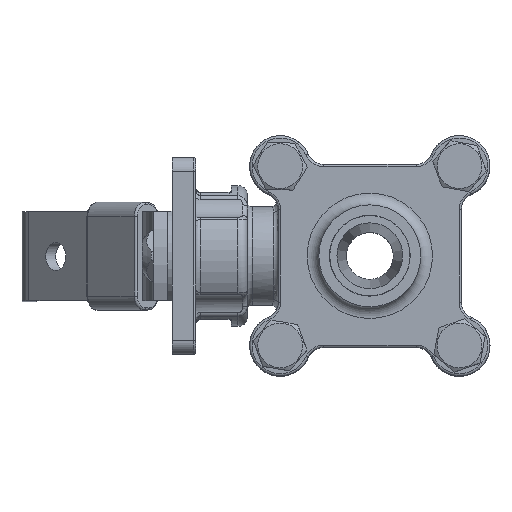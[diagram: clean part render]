
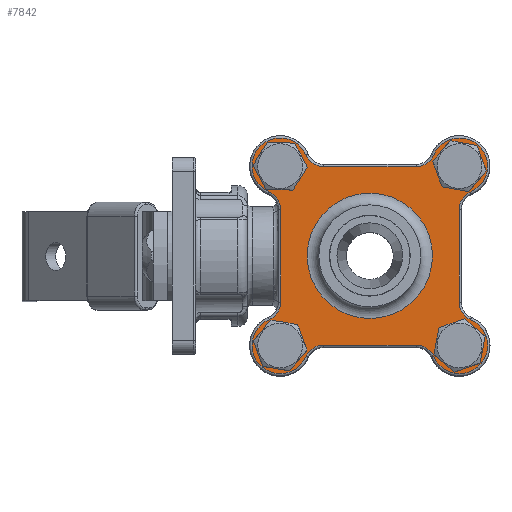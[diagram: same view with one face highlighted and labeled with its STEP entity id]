
A CAD part, top view. The second image highlights one B-rep face of the part: STEP entity #7842.
In plain terms, the highlighted face is planar.
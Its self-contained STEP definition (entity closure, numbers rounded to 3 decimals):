
#451=FACE_BOUND('',#1310,.T.);
#452=FACE_BOUND('',#1311,.T.);
#453=FACE_BOUND('',#1312,.T.);
#454=FACE_BOUND('',#1313,.T.);
#455=FACE_BOUND('',#1314,.T.);
#550=PLANE('',#8632);
#809=FACE_OUTER_BOUND('',#1309,.T.);
#1309=EDGE_LOOP('',(#5976,#5977,#5978,#5979,#5980,#5981,#5982,#5983,#5984,
#5985,#5986,#5987,#5988,#5989,#5990,#5991));
#1310=EDGE_LOOP('',(#5992,#5993));
#1311=EDGE_LOOP('',(#5994,#5995));
#1312=EDGE_LOOP('',(#5996,#5997));
#1313=EDGE_LOOP('',(#5998,#5999));
#1314=EDGE_LOOP('',(#6000,#6001));
#1848=LINE('',#13878,#2273);
#1849=LINE('',#13883,#2274);
#1850=LINE('',#13888,#2275);
#1851=LINE('',#13896,#2276);
#2273=VECTOR('',#10319,1000.);
#2274=VECTOR('',#10324,1000.);
#2275=VECTOR('',#10329,1000.);
#2276=VECTOR('',#10336,1000.);
#2644=CIRCLE('',#8513,13.35);
#2645=CIRCLE('',#8514,13.35);
#2659=CIRCLE('',#8533,6.);
#2663=CIRCLE('',#8538,6.);
#2681=CIRCLE('',#8560,3.65);
#2682=CIRCLE('',#8561,3.65);
#2685=CIRCLE('',#8565,3.65);
#2686=CIRCLE('',#8566,3.65);
#2689=CIRCLE('',#8570,3.65);
#2690=CIRCLE('',#8571,3.65);
#2693=CIRCLE('',#8575,3.65);
#2694=CIRCLE('',#8576,3.65);
#2729=CIRCLE('',#8633,6.);
#2730=CIRCLE('',#8634,4.);
#2731=CIRCLE('',#8635,4.);
#2732=CIRCLE('',#8636,4.);
#2733=CIRCLE('',#8637,4.);
#2734=CIRCLE('',#8638,4.);
#2735=CIRCLE('',#8639,4.);
#2736=CIRCLE('',#8640,6.);
#2737=CIRCLE('',#8641,4.);
#2738=CIRCLE('',#8642,4.);
#3319=VERTEX_POINT('',#13344);
#3320=VERTEX_POINT('',#13345);
#3333=VERTEX_POINT('',#13382);
#3334=VERTEX_POINT('',#13383);
#3337=VERTEX_POINT('',#13391);
#3338=VERTEX_POINT('',#13392);
#3363=VERTEX_POINT('',#13520);
#3364=VERTEX_POINT('',#13521);
#3367=VERTEX_POINT('',#13530);
#3368=VERTEX_POINT('',#13531);
#3371=VERTEX_POINT('',#13540);
#3372=VERTEX_POINT('',#13541);
#3375=VERTEX_POINT('',#13550);
#3376=VERTEX_POINT('',#13551);
#3425=VERTEX_POINT('',#13872);
#3426=VERTEX_POINT('',#13873);
#3427=VERTEX_POINT('',#13875);
#3428=VERTEX_POINT('',#13877);
#3429=VERTEX_POINT('',#13880);
#3430=VERTEX_POINT('',#13882);
#3431=VERTEX_POINT('',#13885);
#3432=VERTEX_POINT('',#13887);
#3433=VERTEX_POINT('',#13889);
#3434=VERTEX_POINT('',#13891);
#3435=VERTEX_POINT('',#13893);
#3436=VERTEX_POINT('',#13895);
#4208=EDGE_CURVE('',#3319,#3320,#2644,.T.);
#4209=EDGE_CURVE('',#3320,#3319,#2645,.T.);
#4227=EDGE_CURVE('',#3333,#3334,#2659,.T.);
#4231=EDGE_CURVE('',#3337,#3338,#2663,.T.);
#4258=EDGE_CURVE('',#3363,#3364,#2681,.T.);
#4259=EDGE_CURVE('',#3364,#3363,#2682,.T.);
#4263=EDGE_CURVE('',#3367,#3368,#2685,.T.);
#4264=EDGE_CURVE('',#3368,#3367,#2686,.T.);
#4268=EDGE_CURVE('',#3371,#3372,#2689,.T.);
#4269=EDGE_CURVE('',#3372,#3371,#2690,.T.);
#4273=EDGE_CURVE('',#3375,#3376,#2693,.T.);
#4274=EDGE_CURVE('',#3376,#3375,#2694,.T.);
#4355=EDGE_CURVE('',#3425,#3426,#2729,.T.);
#4356=EDGE_CURVE('',#3426,#3427,#2730,.T.);
#4357=EDGE_CURVE('',#3427,#3428,#1848,.T.);
#4358=EDGE_CURVE('',#3428,#3333,#2731,.T.);
#4359=EDGE_CURVE('',#3334,#3429,#2732,.T.);
#4360=EDGE_CURVE('',#3429,#3430,#1849,.T.);
#4361=EDGE_CURVE('',#3430,#3337,#2733,.T.);
#4362=EDGE_CURVE('',#3338,#3431,#2734,.T.);
#4363=EDGE_CURVE('',#3431,#3432,#1850,.T.);
#4364=EDGE_CURVE('',#3432,#3433,#2735,.T.);
#4365=EDGE_CURVE('',#3433,#3434,#2736,.T.);
#4366=EDGE_CURVE('',#3434,#3435,#2737,.T.);
#4367=EDGE_CURVE('',#3435,#3436,#1851,.T.);
#4368=EDGE_CURVE('',#3436,#3425,#2738,.T.);
#5976=ORIENTED_EDGE('',*,*,#4355,.T.);
#5977=ORIENTED_EDGE('',*,*,#4356,.T.);
#5978=ORIENTED_EDGE('',*,*,#4357,.T.);
#5979=ORIENTED_EDGE('',*,*,#4358,.T.);
#5980=ORIENTED_EDGE('',*,*,#4227,.T.);
#5981=ORIENTED_EDGE('',*,*,#4359,.T.);
#5982=ORIENTED_EDGE('',*,*,#4360,.T.);
#5983=ORIENTED_EDGE('',*,*,#4361,.T.);
#5984=ORIENTED_EDGE('',*,*,#4231,.T.);
#5985=ORIENTED_EDGE('',*,*,#4362,.T.);
#5986=ORIENTED_EDGE('',*,*,#4363,.T.);
#5987=ORIENTED_EDGE('',*,*,#4364,.T.);
#5988=ORIENTED_EDGE('',*,*,#4365,.T.);
#5989=ORIENTED_EDGE('',*,*,#4366,.T.);
#5990=ORIENTED_EDGE('',*,*,#4367,.T.);
#5991=ORIENTED_EDGE('',*,*,#4368,.T.);
#5992=ORIENTED_EDGE('',*,*,#4258,.T.);
#5993=ORIENTED_EDGE('',*,*,#4259,.T.);
#5994=ORIENTED_EDGE('',*,*,#4263,.T.);
#5995=ORIENTED_EDGE('',*,*,#4264,.T.);
#5996=ORIENTED_EDGE('',*,*,#4268,.T.);
#5997=ORIENTED_EDGE('',*,*,#4269,.T.);
#5998=ORIENTED_EDGE('',*,*,#4273,.T.);
#5999=ORIENTED_EDGE('',*,*,#4274,.T.);
#6000=ORIENTED_EDGE('',*,*,#4208,.T.);
#6001=ORIENTED_EDGE('',*,*,#4209,.T.);
#7842=ADVANCED_FACE('',(#809,#451,#452,#453,#454,#455),#550,.F.);
#8513=AXIS2_PLACEMENT_3D('',#13346,#10029,#10030);
#8514=AXIS2_PLACEMENT_3D('',#13347,#10031,#10032);
#8533=AXIS2_PLACEMENT_3D('',#13384,#10073,#10074);
#8538=AXIS2_PLACEMENT_3D('',#13393,#10083,#10084);
#8560=AXIS2_PLACEMENT_3D('',#13522,#10128,#10129);
#8561=AXIS2_PLACEMENT_3D('',#13523,#10130,#10131);
#8565=AXIS2_PLACEMENT_3D('',#13532,#10139,#10140);
#8566=AXIS2_PLACEMENT_3D('',#13533,#10141,#10142);
#8570=AXIS2_PLACEMENT_3D('',#13542,#10150,#10151);
#8571=AXIS2_PLACEMENT_3D('',#13543,#10152,#10153);
#8575=AXIS2_PLACEMENT_3D('',#13552,#10161,#10162);
#8576=AXIS2_PLACEMENT_3D('',#13553,#10163,#10164);
#8632=AXIS2_PLACEMENT_3D('',#13871,#10313,#10314);
#8633=AXIS2_PLACEMENT_3D('',#13874,#10315,#10316);
#8634=AXIS2_PLACEMENT_3D('',#13876,#10317,#10318);
#8635=AXIS2_PLACEMENT_3D('',#13879,#10320,#10321);
#8636=AXIS2_PLACEMENT_3D('',#13881,#10322,#10323);
#8637=AXIS2_PLACEMENT_3D('',#13884,#10325,#10326);
#8638=AXIS2_PLACEMENT_3D('',#13886,#10327,#10328);
#8639=AXIS2_PLACEMENT_3D('',#13890,#10330,#10331);
#8640=AXIS2_PLACEMENT_3D('',#13892,#10332,#10333);
#8641=AXIS2_PLACEMENT_3D('',#13894,#10334,#10335);
#8642=AXIS2_PLACEMENT_3D('',#13897,#10337,#10338);
#10029=DIRECTION('center_axis',(0.,0.,1.));
#10030=DIRECTION('ref_axis',(1.,0.,0.));
#10031=DIRECTION('center_axis',(0.,0.,1.));
#10032=DIRECTION('ref_axis',(1.,0.,0.));
#10073=DIRECTION('center_axis',(0.,0.,-1.));
#10074=DIRECTION('ref_axis',(1.,0.,0.));
#10083=DIRECTION('center_axis',(0.,0.,-1.));
#10084=DIRECTION('ref_axis',(1.,0.,0.));
#10128=DIRECTION('center_axis',(0.,0.,1.));
#10129=DIRECTION('ref_axis',(1.,0.,0.));
#10130=DIRECTION('center_axis',(0.,0.,1.));
#10131=DIRECTION('ref_axis',(1.,0.,0.));
#10139=DIRECTION('center_axis',(0.,0.,1.));
#10140=DIRECTION('ref_axis',(1.,0.,0.));
#10141=DIRECTION('center_axis',(0.,0.,1.));
#10142=DIRECTION('ref_axis',(1.,0.,0.));
#10150=DIRECTION('center_axis',(0.,0.,1.));
#10151=DIRECTION('ref_axis',(1.,0.,0.));
#10152=DIRECTION('center_axis',(0.,0.,1.));
#10153=DIRECTION('ref_axis',(1.,0.,0.));
#10161=DIRECTION('center_axis',(0.,0.,1.));
#10162=DIRECTION('ref_axis',(1.,0.,0.));
#10163=DIRECTION('center_axis',(0.,0.,1.));
#10164=DIRECTION('ref_axis',(1.,0.,0.));
#10313=DIRECTION('center_axis',(0.,0.,1.));
#10314=DIRECTION('ref_axis',(1.,0.,0.));
#10315=DIRECTION('center_axis',(0.,0.,-1.));
#10316=DIRECTION('ref_axis',(1.,0.,0.));
#10317=DIRECTION('center_axis',(0.,0.,1.));
#10318=DIRECTION('ref_axis',(1.,0.,0.));
#10319=DIRECTION('',(1.,0.,0.));
#10320=DIRECTION('center_axis',(0.,0.,1.));
#10321=DIRECTION('ref_axis',(1.,0.,0.));
#10322=DIRECTION('center_axis',(0.,0.,1.));
#10323=DIRECTION('ref_axis',(1.,0.,0.));
#10324=DIRECTION('',(0.,-1.,0.));
#10325=DIRECTION('center_axis',(0.,0.,1.));
#10326=DIRECTION('ref_axis',(1.,0.,0.));
#10327=DIRECTION('center_axis',(0.,0.,1.));
#10328=DIRECTION('ref_axis',(1.,0.,0.));
#10329=DIRECTION('',(-1.,0.,0.));
#10330=DIRECTION('center_axis',(0.,0.,1.));
#10331=DIRECTION('ref_axis',(1.,0.,0.));
#10332=DIRECTION('center_axis',(0.,0.,-1.));
#10333=DIRECTION('ref_axis',(1.,0.,0.));
#10334=DIRECTION('center_axis',(0.,0.,1.));
#10335=DIRECTION('ref_axis',(1.,0.,0.));
#10336=DIRECTION('',(0.,1.,0.));
#10337=DIRECTION('center_axis',(0.,0.,1.));
#10338=DIRECTION('ref_axis',(1.,0.,0.));
#13344=CARTESIAN_POINT('',(13.35,0.,-9.7));
#13345=CARTESIAN_POINT('',(-13.35,0.,-9.7));
#13346=CARTESIAN_POINT('Origin',(0.,0.,-9.7));
#13347=CARTESIAN_POINT('Origin',(0.,0.,-9.7));
#13382=CARTESIAN_POINT('',(13.575,21.44,-9.7));
#13383=CARTESIAN_POINT('',(21.44,13.575,-9.7));
#13384=CARTESIAN_POINT('Origin',(19.1,19.1,-9.7));
#13391=CARTESIAN_POINT('',(21.44,-13.575,-9.7));
#13392=CARTESIAN_POINT('',(13.575,-21.44,-9.7));
#13393=CARTESIAN_POINT('Origin',(19.1,-19.1,-9.7));
#13520=CARTESIAN_POINT('',(22.75,19.1,-9.7));
#13521=CARTESIAN_POINT('',(15.45,19.1,-9.7));
#13522=CARTESIAN_POINT('Origin',(19.1,19.1,-9.7));
#13523=CARTESIAN_POINT('Origin',(19.1,19.1,-9.7));
#13530=CARTESIAN_POINT('',(22.75,-19.1,-9.7));
#13531=CARTESIAN_POINT('',(15.45,-19.1,-9.7));
#13532=CARTESIAN_POINT('Origin',(19.1,-19.1,-9.7));
#13533=CARTESIAN_POINT('Origin',(19.1,-19.1,-9.7));
#13540=CARTESIAN_POINT('',(-15.45,19.1,-9.7));
#13541=CARTESIAN_POINT('',(-22.75,19.1,-9.7));
#13542=CARTESIAN_POINT('Origin',(-19.1,19.1,-9.7));
#13543=CARTESIAN_POINT('Origin',(-19.1,19.1,-9.7));
#13550=CARTESIAN_POINT('',(-15.45,-19.1,-9.7));
#13551=CARTESIAN_POINT('',(-22.75,-19.1,-9.7));
#13552=CARTESIAN_POINT('Origin',(-19.1,-19.1,-9.7));
#13553=CARTESIAN_POINT('Origin',(-19.1,-19.1,-9.7));
#13871=CARTESIAN_POINT('Origin',(-9.892,-23.,-9.7));
#13872=CARTESIAN_POINT('',(-21.44,13.575,-9.7));
#13873=CARTESIAN_POINT('',(-13.575,21.44,-9.7));
#13874=CARTESIAN_POINT('Origin',(-19.1,19.1,-9.7));
#13875=CARTESIAN_POINT('',(-9.892,19.,-9.7));
#13876=CARTESIAN_POINT('Origin',(-9.892,23.,-9.7));
#13877=CARTESIAN_POINT('',(9.892,19.,-9.7));
#13878=CARTESIAN_POINT('',(9.892,19.,-9.7));
#13879=CARTESIAN_POINT('Origin',(9.892,23.,-9.7));
#13880=CARTESIAN_POINT('',(19.,9.892,-9.7));
#13881=CARTESIAN_POINT('Origin',(23.,9.892,-9.7));
#13882=CARTESIAN_POINT('',(19.,-9.892,-9.7));
#13883=CARTESIAN_POINT('',(19.,-9.892,-9.7));
#13884=CARTESIAN_POINT('Origin',(23.,-9.892,-9.7));
#13885=CARTESIAN_POINT('',(9.892,-19.,-9.7));
#13886=CARTESIAN_POINT('Origin',(9.892,-23.,-9.7));
#13887=CARTESIAN_POINT('',(-9.892,-19.,-9.7));
#13888=CARTESIAN_POINT('',(-9.892,-19.,-9.7));
#13889=CARTESIAN_POINT('',(-13.575,-21.44,-9.7));
#13890=CARTESIAN_POINT('Origin',(-9.892,-23.,-9.7));
#13891=CARTESIAN_POINT('',(-21.44,-13.575,-9.7));
#13892=CARTESIAN_POINT('Origin',(-19.1,-19.1,-9.7));
#13893=CARTESIAN_POINT('',(-19.,-9.892,-9.7));
#13894=CARTESIAN_POINT('Origin',(-23.,-9.892,-9.7));
#13895=CARTESIAN_POINT('',(-19.,9.892,-9.7));
#13896=CARTESIAN_POINT('',(-19.,9.892,-9.7));
#13897=CARTESIAN_POINT('Origin',(-23.,9.892,-9.7));
